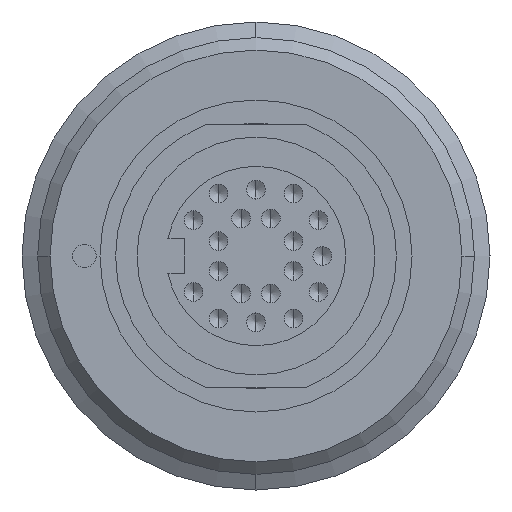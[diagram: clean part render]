
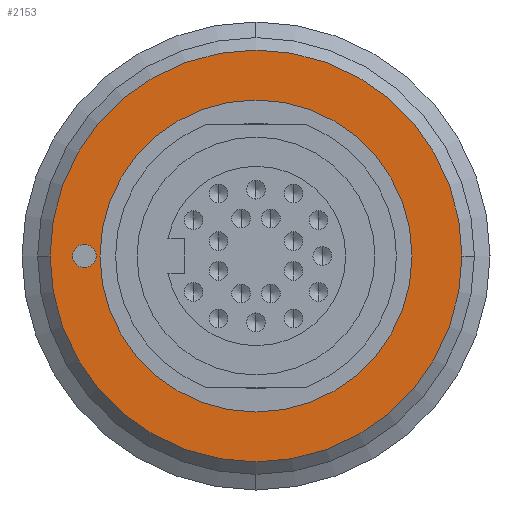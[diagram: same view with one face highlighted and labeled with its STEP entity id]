
A CAD part, left-side view. The second image highlights one B-rep face of the part: STEP entity #2153.
In plain terms, the highlighted planar face has unit normal (-1, 0, 0).
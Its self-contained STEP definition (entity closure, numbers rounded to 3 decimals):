
#140 = EDGE_CURVE ( 'NONE', #2456, #6752, #2382, .T. ) ;
#428 = ORIENTED_EDGE ( 'NONE', *, *, #2043, .T. ) ;
#436 = DIRECTION ( 'NONE',  ( 1., 0., 0. ) ) ;
#459 = CARTESIAN_POINT ( 'NONE',  ( -66.5, -6.6, 0. ) ) ;
#470 = ORIENTED_EDGE ( 'NONE', *, *, #4535, .T. ) ;
#558 = CARTESIAN_POINT ( 'NONE',  ( -66.5, 11., -0.75 ) ) ;
#683 = CARTESIAN_POINT ( 'NONE',  ( -66.5, -13.2, 0. ) ) ;
#1065 = CARTESIAN_POINT ( 'NONE',  ( -66.5, -3., 8.5 ) ) ;
#1266 = DIRECTION ( 'NONE',  ( 0., 0., 1. ) ) ;
#1447 = ORIENTED_EDGE ( 'NONE', *, *, #140, .T. ) ;
#1474 = CIRCLE ( 'NONE', #8392, 13.2 ) ;
#1558 = ORIENTED_EDGE ( 'NONE', *, *, #6485, .T. ) ;
#1606 = VERTEX_POINT ( 'NONE', #4106 ) ;
#1783 = FACE_OUTER_BOUND ( 'NONE', #6431, .T. ) ;
#1931 = DIRECTION ( 'NONE',  ( 0., -1., 0. ) ) ;
#1965 = CARTESIAN_POINT ( 'NONE',  ( -66.5, -4.548, 7.766 ) ) ;
#2043 = EDGE_CURVE ( 'NONE', #1606, #4289, #8022, .T. ) ;
#2126 = CARTESIAN_POINT ( 'NONE',  ( -66.5, 3., 8.5 ) ) ;
#2142 = CARTESIAN_POINT ( 'NONE',  ( -66.5, 0., 0. ) ) ;
#2153 = ADVANCED_FACE ( 'NONE', ( #1783, #6507, #8457 ), #7884, .T. ) ;
#2241 = VERTEX_POINT ( 'NONE', #683 ) ;
#2258 = CARTESIAN_POINT ( 'NONE',  ( -66.5, 3., -8.5 ) ) ;
#2315 = CARTESIAN_POINT ( 'NONE',  ( -66.5, -3., 6.5 ) ) ;
#2382 = CIRCLE ( 'NONE', #3954, 0.75 ) ;
#2411 = CARTESIAN_POINT ( 'NONE',  ( -66.5, 11., 0. ) ) ;
#2429 = VERTEX_POINT ( 'NONE', #1965 ) ;
#2456 = VERTEX_POINT ( 'NONE', #558 ) ;
#2466 = CIRCLE ( 'NONE', #8126, 0.75 ) ;
#2479 = AXIS2_PLACEMENT_3D ( 'NONE', #6668, #8039, #7724 ) ;
#2565 = ORIENTED_EDGE ( 'NONE', *, *, #3358, .T. ) ;
#2661 = ORIENTED_EDGE ( 'NONE', *, *, #4814, .T. ) ;
#2680 = DIRECTION ( 'NONE',  ( 1., 0., 0. ) ) ;
#2688 = CARTESIAN_POINT ( 'NONE',  ( -66.5, -3., -8.5 ) ) ;
#2816 = DIRECTION ( 'NONE',  ( 0., -1., 0. ) ) ;
#2912 = VECTOR ( 'NONE', #5821, 1000. ) ;
#2932 = DIRECTION ( 'NONE',  ( 1., 0., 0. ) ) ;
#3031 = DIRECTION ( 'NONE',  ( 0., -0.774, 0.633 ) ) ;
#3109 = AXIS2_PLACEMENT_3D ( 'NONE', #8406, #5047, #2816 ) ;
#3139 = LINE ( 'NONE', #3891, #7134 ) ;
#3195 = DIRECTION ( 'NONE',  ( 0., -1., 0. ) ) ;
#3327 = CIRCLE ( 'NONE', #7983, 2. ) ;
#3358 = EDGE_CURVE ( 'NONE', #2429, #5386, #8413, .T. ) ;
#3620 = CARTESIAN_POINT ( 'NONE',  ( -66.5, -3., -6.5 ) ) ;
#3708 = CARTESIAN_POINT ( 'NONE',  ( -66.5, 3., 6.5 ) ) ;
#3755 = AXIS2_PLACEMENT_3D ( 'NONE', #3708, #6392, #5738 ) ;
#3766 = EDGE_CURVE ( 'NONE', #2241, #5905, #5091, .T. ) ;
#3844 = CARTESIAN_POINT ( 'NONE',  ( -66.5, 4.548, 7.766 ) ) ;
#3849 = EDGE_LOOP ( 'NONE', ( #5008, #1447 ) ) ;
#3891 = CARTESIAN_POINT ( 'NONE',  ( -66.5, -3., -8.5 ) ) ;
#3954 = AXIS2_PLACEMENT_3D ( 'NONE', #5993, #2680, #1266 ) ;
#4106 = CARTESIAN_POINT ( 'NONE',  ( -66.5, 4.548, -7.766 ) ) ;
#4177 = CARTESIAN_POINT ( 'NONE',  ( -66.5, 13.2, 0. ) ) ;
#4289 = VERTEX_POINT ( 'NONE', #3844 ) ;
#4452 = LINE ( 'NONE', #5215, #2912 ) ;
#4535 = EDGE_CURVE ( 'NONE', #8077, #2429, #4582, .T. ) ;
#4538 = DIRECTION ( 'NONE',  ( 0., 0., 1. ) ) ;
#4582 = CIRCLE ( 'NONE', #5001, 2. ) ;
#4641 = EDGE_CURVE ( 'NONE', #6752, #2456, #2466, .T. ) ;
#4686 = EDGE_LOOP ( 'NONE', ( #6807, #5252, #470, #2565, #7462, #1558, #7391, #428 ) ) ;
#4721 = ORIENTED_EDGE ( 'NONE', *, *, #3766, .T. ) ;
#4814 = EDGE_CURVE ( 'NONE', #5905, #2241, #1474, .T. ) ;
#5001 = AXIS2_PLACEMENT_3D ( 'NONE', #2315, #8252, #3031 ) ;
#5008 = ORIENTED_EDGE ( 'NONE', *, *, #4641, .T. ) ;
#5047 = DIRECTION ( 'NONE',  ( -1., 0., 0. ) ) ;
#5069 = DIRECTION ( 'NONE',  ( 1., 0., 0. ) ) ;
#5091 = CIRCLE ( 'NONE', #3109, 13.2 ) ;
#5104 = DIRECTION ( 'NONE',  ( -1., 0., 0. ) ) ;
#5215 = CARTESIAN_POINT ( 'NONE',  ( -66.5, 3., 8.5 ) ) ;
#5252 = ORIENTED_EDGE ( 'NONE', *, *, #6871, .T. ) ;
#5386 = VERTEX_POINT ( 'NONE', #7831 ) ;
#5494 = VERTEX_POINT ( 'NONE', #2688 ) ;
#5640 = DIRECTION ( 'NONE',  ( 0., 0.505, 0.863 ) ) ;
#5738 = DIRECTION ( 'NONE',  ( 0., 0., 1. ) ) ;
#5821 = DIRECTION ( 'NONE',  ( 0., -1., 0. ) ) ;
#5831 = DIRECTION ( 'NONE',  ( 0., 1., 0. ) ) ;
#5905 = VERTEX_POINT ( 'NONE', #4177 ) ;
#5993 = CARTESIAN_POINT ( 'NONE',  ( -66.5, 11., 0. ) ) ;
#6347 = DIRECTION ( 'NONE',  ( 1., 0., 0. ) ) ;
#6392 = DIRECTION ( 'NONE',  ( 1., 0., 0. ) ) ;
#6431 = EDGE_LOOP ( 'NONE', ( #4721, #2661 ) ) ;
#6485 = EDGE_CURVE ( 'NONE', #5494, #6991, #3139, .T. ) ;
#6507 = FACE_BOUND ( 'NONE', #4686, .T. ) ;
#6643 = EDGE_CURVE ( 'NONE', #4289, #8293, #7692, .T. ) ;
#6668 = CARTESIAN_POINT ( 'NONE',  ( -66.5, 0., 0. ) ) ;
#6686 = EDGE_CURVE ( 'NONE', #5386, #5494, #3327, .T. ) ;
#6699 = DIRECTION ( 'NONE',  ( -1., 0., 0. ) ) ;
#6752 = VERTEX_POINT ( 'NONE', #8386 ) ;
#6807 = ORIENTED_EDGE ( 'NONE', *, *, #6643, .T. ) ;
#6813 = EDGE_CURVE ( 'NONE', #6991, #1606, #7272, .T. ) ;
#6871 = EDGE_CURVE ( 'NONE', #8293, #8077, #4452, .T. ) ;
#6991 = VERTEX_POINT ( 'NONE', #2258 ) ;
#7134 = VECTOR ( 'NONE', #5831, 1000. ) ;
#7190 = DIRECTION ( 'NONE',  ( 0., 0.774, -0.633 ) ) ;
#7272 = CIRCLE ( 'NONE', #8400, 2. ) ;
#7391 = ORIENTED_EDGE ( 'NONE', *, *, #6813, .T. ) ;
#7453 = CARTESIAN_POINT ( 'NONE',  ( -66.5, 0., 0. ) ) ;
#7462 = ORIENTED_EDGE ( 'NONE', *, *, #6686, .T. ) ;
#7593 = AXIS2_PLACEMENT_3D ( 'NONE', #2142, #2932, #5640 ) ;
#7675 = DIRECTION ( 'NONE',  ( 0., 0., -1. ) ) ;
#7692 = CIRCLE ( 'NONE', #3755, 2. ) ;
#7724 = DIRECTION ( 'NONE',  ( 0., -0.505, -0.863 ) ) ;
#7831 = CARTESIAN_POINT ( 'NONE',  ( -66.5, -4.548, -7.766 ) ) ;
#7884 = PLANE ( 'NONE',  #8534 ) ;
#7983 = AXIS2_PLACEMENT_3D ( 'NONE', #3620, #6347, #7675 ) ;
#7987 = CARTESIAN_POINT ( 'NONE',  ( -66.5, 3., -6.5 ) ) ;
#8022 = CIRCLE ( 'NONE', #7593, 9. ) ;
#8039 = DIRECTION ( 'NONE',  ( 1., 0., 0. ) ) ;
#8077 = VERTEX_POINT ( 'NONE', #1065 ) ;
#8126 = AXIS2_PLACEMENT_3D ( 'NONE', #2411, #5069, #4538 ) ;
#8252 = DIRECTION ( 'NONE',  ( 1., 0., 0. ) ) ;
#8293 = VERTEX_POINT ( 'NONE', #2126 ) ;
#8386 = CARTESIAN_POINT ( 'NONE',  ( -66.5, 11., 0.75 ) ) ;
#8392 = AXIS2_PLACEMENT_3D ( 'NONE', #7453, #6699, #1931 ) ;
#8400 = AXIS2_PLACEMENT_3D ( 'NONE', #7987, #436, #7190 ) ;
#8406 = CARTESIAN_POINT ( 'NONE',  ( -66.5, 0., 0. ) ) ;
#8413 = CIRCLE ( 'NONE', #2479, 9. ) ;
#8457 = FACE_BOUND ( 'NONE', #3849, .T. ) ;
#8534 = AXIS2_PLACEMENT_3D ( 'NONE', #459, #5104, #3195 ) ;
